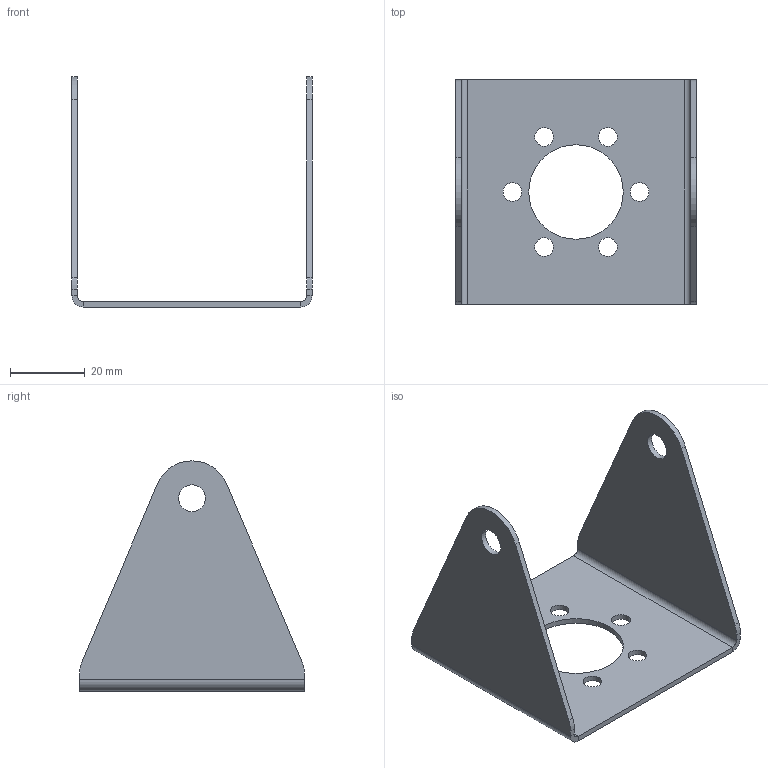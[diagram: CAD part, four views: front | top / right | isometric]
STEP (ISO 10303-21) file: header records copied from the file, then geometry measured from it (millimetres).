
FILE_DESCRIPTION(/* description */ (''),/* implementation_level */ '2;1');
FILE_NAME(/* name */ 'P0004_OB_200326.step',/* time_stamp */ '2020-03-29T16:25:46+02:00',/* author */ (''),/* organization */ (''),/* preprocessor_version */ 'ST-DEVELOPER v18',/* originating_system */ 'Autodesk Translation Framework v8.12.0.6',/* authorisation */ '');
FILE_SCHEMA (('AUTOMOTIVE_DESIGN { 1 0 10303 214 3 1 1 }'));
Length unit declared in the file: millimetre
Products named in the file (1): P0004_OB_200326
Bounding box: 64.2 x 60 x 61.5 mm (x, y, z)
Volume: 11441.6 mm3; surface area: 16189.2 mm2
Topology: 1 solids, 1 shells, 39 faces, 104 edges, 67 vertices
Faces by surface type: plane 20, cylinder 19
Full cylindrical faces by diameter (mm): 5 x6, 7.2 x2, 25.25 x1
Entity records: 1298 total; most frequent: DIRECTION 231, CARTESIAN_POINT 211, ORIENTED_EDGE 208, EDGE_CURVE 104, AXIS2_PLACEMENT_3D 87, VERTEX_POINT 67, EDGE_LOOP 57, LINE 57
